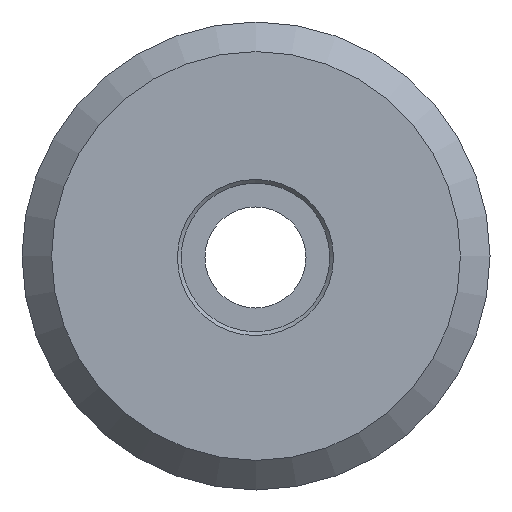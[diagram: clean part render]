
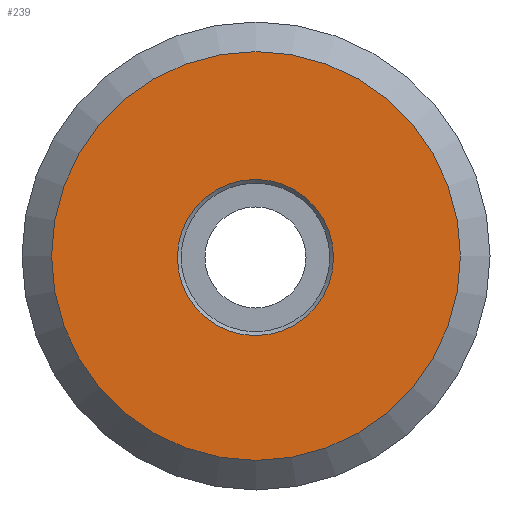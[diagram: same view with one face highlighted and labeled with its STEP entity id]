
A CAD part, left-side view. The second image highlights one B-rep face of the part: STEP entity #239.
In plain terms, the highlighted planar face has unit normal (-1, 0, 0).
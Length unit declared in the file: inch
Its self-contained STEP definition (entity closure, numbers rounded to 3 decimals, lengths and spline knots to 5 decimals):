
#23=FACE_BOUND('',#58,.T.);
#29=PLANE('',#279);
#39=FACE_OUTER_BOUND('',#57,.T.);
#57=EDGE_LOOP('',(#189));
#58=EDGE_LOOP('',(#190));
#101=CIRCLE('',#274,0.2085);
#105=CIRCLE('',#280,0.546);
#121=VERTEX_POINT('',#406);
#125=VERTEX_POINT('',#418);
#143=EDGE_CURVE('',#121,#121,#101,.T.);
#149=EDGE_CURVE('',#125,#125,#105,.T.);
#189=ORIENTED_EDGE('',*,*,#149,.T.);
#190=ORIENTED_EDGE('',*,*,#143,.F.);
#239=ADVANCED_FACE('',(#39,#23),#29,.T.);
#274=AXIS2_PLACEMENT_3D('',#407,#324,#325);
#279=AXIS2_PLACEMENT_3D('',#417,#336,#337);
#280=AXIS2_PLACEMENT_3D('',#419,#338,#339);
#324=DIRECTION('center_axis',(-1.,0.,0.));
#325=DIRECTION('ref_axis',(0.,1.,0.));
#336=DIRECTION('center_axis',(-1.,0.,0.));
#337=DIRECTION('ref_axis',(0.,0.,1.));
#338=DIRECTION('center_axis',(-1.,0.,0.));
#339=DIRECTION('ref_axis',(0.,0.,1.));
#406=CARTESIAN_POINT('',(0.,-0.20705,-0.00397));
#407=CARTESIAN_POINT('Origin',(0.,0.00145,-0.00397));
#417=CARTESIAN_POINT('Origin',(0.,0.,0.));
#418=CARTESIAN_POINT('',(0.,0.,-0.546));
#419=CARTESIAN_POINT('Origin',(0.,0.,0.));
